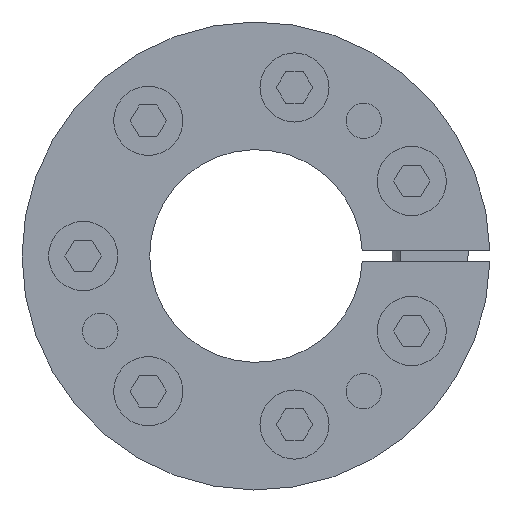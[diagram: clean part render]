
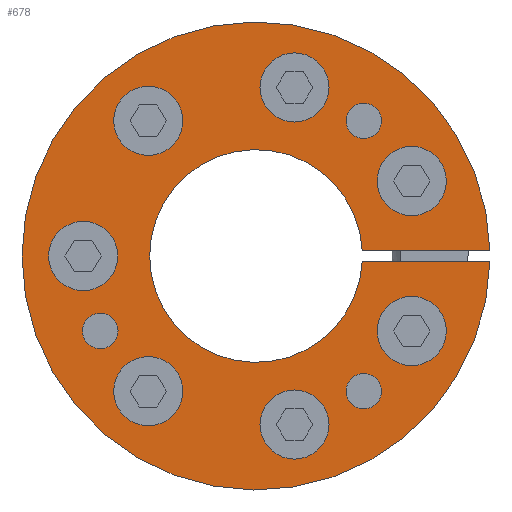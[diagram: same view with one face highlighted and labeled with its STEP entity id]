
A CAD part, left-side view. The second image highlights one B-rep face of the part: STEP entity #678.
In plain terms, the highlighted face is planar.
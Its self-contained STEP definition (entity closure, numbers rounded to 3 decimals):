
#146=CARTESIAN_POINT('',(0.,20.27,25.404));
#147=DIRECTION('',(-1.,0.,0.));
#148=DIRECTION('',(0.,-1.,0.));
#149=AXIS2_PLACEMENT_3D('',#146,#147,#148);
#151=CARTESIAN_POINT('',(0.,20.27,25.404));
#152=DIRECTION('',(-1.,0.,0.));
#153=DIRECTION('',(0.,1.,0.));
#154=AXIS2_PLACEMENT_3D('',#151,#152,#153);
#156=CARTESIAN_POINT('',(0.,20.257,-25.415));
#157=DIRECTION('',(-1.,0.,0.));
#158=DIRECTION('',(0.,-1.,0.));
#159=AXIS2_PLACEMENT_3D('',#156,#157,#158);
#161=CARTESIAN_POINT('',(0.,20.257,-25.415));
#162=DIRECTION('',(-1.,0.,0.));
#163=DIRECTION('',(0.,1.,0.));
#164=AXIS2_PLACEMENT_3D('',#161,#162,#163);
#166=CARTESIAN_POINT('',(0.,-20.263,-25.41));
#167=DIRECTION('',(-1.,0.,0.));
#168=DIRECTION('',(0.,-1.,0.));
#169=AXIS2_PLACEMENT_3D('',#166,#167,#168);
#171=CARTESIAN_POINT('',(0.,-20.263,-25.41));
#172=DIRECTION('',(-1.,0.,0.));
#173=DIRECTION('',(0.,1.,0.));
#174=AXIS2_PLACEMENT_3D('',#171,#172,#173);
#176=CARTESIAN_POINT('',(0.,7.232,-31.685));
#177=DIRECTION('',(-1.,0.,0.));
#178=DIRECTION('',(0.,-1.,0.));
#179=AXIS2_PLACEMENT_3D('',#176,#177,#178);
#181=CARTESIAN_POINT('',(0.,7.232,-31.685));
#182=DIRECTION('',(-1.,0.,0.));
#183=DIRECTION('',(0.,1.,0.));
#184=AXIS2_PLACEMENT_3D('',#181,#182,#183);
#186=CARTESIAN_POINT('',(0.,29.281,-14.101));
#187=DIRECTION('',(-1.,0.,0.));
#188=DIRECTION('',(0.,-1.,0.));
#189=AXIS2_PLACEMENT_3D('',#186,#187,#188);
#191=CARTESIAN_POINT('',(0.,29.281,-14.101));
#192=DIRECTION('',(-1.,0.,0.));
#193=DIRECTION('',(0.,1.,0.));
#194=AXIS2_PLACEMENT_3D('',#191,#192,#193);
#196=CARTESIAN_POINT('',(0.,29.281,14.101));
#197=DIRECTION('',(-1.,0.,0.));
#198=DIRECTION('',(0.,-1.,0.));
#199=AXIS2_PLACEMENT_3D('',#196,#197,#198);
#201=CARTESIAN_POINT('',(0.,29.281,14.101));
#202=DIRECTION('',(-1.,0.,0.));
#203=DIRECTION('',(0.,1.,0.));
#204=AXIS2_PLACEMENT_3D('',#201,#202,#203);
#206=CARTESIAN_POINT('',(0.,7.232,31.685));
#207=DIRECTION('',(-1.,0.,0.));
#208=DIRECTION('',(0.,-1.,0.));
#209=AXIS2_PLACEMENT_3D('',#206,#207,#208);
#211=CARTESIAN_POINT('',(0.,7.232,31.685));
#212=DIRECTION('',(-1.,0.,0.));
#213=DIRECTION('',(0.,1.,0.));
#214=AXIS2_PLACEMENT_3D('',#211,#212,#213);
#216=CARTESIAN_POINT('',(0.,-20.263,25.41));
#217=DIRECTION('',(-1.,0.,0.));
#218=DIRECTION('',(0.,-1.,0.));
#219=AXIS2_PLACEMENT_3D('',#216,#217,#218);
#221=CARTESIAN_POINT('',(0.,-20.263,25.41));
#222=DIRECTION('',(-1.,0.,0.));
#223=DIRECTION('',(0.,1.,0.));
#224=AXIS2_PLACEMENT_3D('',#221,#222,#223);
#226=CARTESIAN_POINT('',(0.,-32.5,0.));
#227=DIRECTION('',(-1.,0.,0.));
#228=DIRECTION('',(0.,-1.,0.));
#229=AXIS2_PLACEMENT_3D('',#226,#227,#228);
#231=CARTESIAN_POINT('',(0.,-32.5,0.));
#232=DIRECTION('',(-1.,0.,0.));
#233=DIRECTION('',(0.,1.,0.));
#234=AXIS2_PLACEMENT_3D('',#231,#232,#233);
#236=CARTESIAN_POINT('',(0.,-29.285,-14.094));
#237=DIRECTION('',(-1.,0.,0.));
#238=DIRECTION('',(0.,-1.,0.));
#239=AXIS2_PLACEMENT_3D('',#236,#237,#238);
#241=CARTESIAN_POINT('',(0.,-29.285,-14.094));
#242=DIRECTION('',(-1.,0.,0.));
#243=DIRECTION('',(0.,1.,0.));
#244=AXIS2_PLACEMENT_3D('',#241,#242,#243);
#246=DIRECTION('',(0.,-1.,0.));
#247=VECTOR('',#246,24.014);
#248=CARTESIAN_POINT('',(0.,43.989,1.));
#249=LINE('',#248,#247);
#250=DIRECTION('',(0.,1.,0.));
#251=VECTOR('',#250,24.014);
#252=CARTESIAN_POINT('',(0.,19.975,-1.));
#253=LINE('',#252,#251);
#364=CARTESIAN_POINT('',(0.,0.,0.));
#365=DIRECTION('',(1.,0.,0.));
#366=DIRECTION('',(0.,1.,0.023));
#367=AXIS2_PLACEMENT_3D('',#364,#365,#366);
#379=CARTESIAN_POINT('',(0.,0.,0.));
#380=DIRECTION('',(-1.,0.,0.));
#381=DIRECTION('',(0.,0.999,-0.05));
#382=AXIS2_PLACEMENT_3D('',#379,#380,#381);
#388=CARTESIAN_POINT('',(0.,-36.75,0.));
#389=CARTESIAN_POINT('',(0.,-28.25,0.));
#390=VERTEX_POINT('',#388);
#391=VERTEX_POINT('',#389);
#396=CARTESIAN_POINT('',(0.,-24.513,25.41));
#397=CARTESIAN_POINT('',(0.,-16.013,25.41));
#398=VERTEX_POINT('',#396);
#399=VERTEX_POINT('',#397);
#404=CARTESIAN_POINT('',(0.,2.982,31.685));
#405=CARTESIAN_POINT('',(0.,11.482,31.685));
#406=VERTEX_POINT('',#404);
#407=VERTEX_POINT('',#405);
#412=CARTESIAN_POINT('',(0.,25.031,14.101));
#413=CARTESIAN_POINT('',(0.,33.531,14.101));
#414=VERTEX_POINT('',#412);
#415=VERTEX_POINT('',#413);
#420=CARTESIAN_POINT('',(0.,-32.618,-14.094));
#421=CARTESIAN_POINT('',(0.,-25.952,-14.094));
#422=VERTEX_POINT('',#420);
#423=VERTEX_POINT('',#421);
#428=CARTESIAN_POINT('',(0.,16.924,-25.415));
#429=CARTESIAN_POINT('',(0.,23.59,-25.415));
#430=VERTEX_POINT('',#428);
#431=VERTEX_POINT('',#429);
#440=CARTESIAN_POINT('',(0.,43.989,1.));
#441=VERTEX_POINT('',#440);
#442=CARTESIAN_POINT('',(0.,19.975,1.));
#443=VERTEX_POINT('',#442);
#444=CARTESIAN_POINT('',(0.,19.975,-1.));
#445=CARTESIAN_POINT('',(0.,43.989,-1.));
#446=VERTEX_POINT('',#444);
#447=VERTEX_POINT('',#445);
#458=CARTESIAN_POINT('',(0.,25.031,-14.101));
#459=CARTESIAN_POINT('',(0.,33.531,-14.101));
#460=VERTEX_POINT('',#458);
#461=VERTEX_POINT('',#459);
#466=CARTESIAN_POINT('',(0.,2.982,-31.685));
#467=CARTESIAN_POINT('',(0.,11.482,-31.685));
#468=VERTEX_POINT('',#466);
#469=VERTEX_POINT('',#467);
#474=CARTESIAN_POINT('',(0.,-24.513,-25.41));
#475=CARTESIAN_POINT('',(0.,-16.013,-25.41));
#476=VERTEX_POINT('',#474);
#477=VERTEX_POINT('',#475);
#482=CARTESIAN_POINT('',(0.,16.936,25.404));
#483=CARTESIAN_POINT('',(0.,23.603,25.404));
#484=VERTEX_POINT('',#482);
#485=VERTEX_POINT('',#483);
#605=CARTESIAN_POINT('',(0.,0.,0.));
#606=DIRECTION('',(-1.,0.,0.));
#607=DIRECTION('',(0.,1.,0.));
#608=AXIS2_PLACEMENT_3D('',#605,#606,#607);
#609=PLANE('',#608);
#611=ORIENTED_EDGE('',*,*,#610,.T.);
#613=ORIENTED_EDGE('',*,*,#612,.F.);
#615=ORIENTED_EDGE('',*,*,#614,.T.);
#617=ORIENTED_EDGE('',*,*,#616,.F.);
#618=EDGE_LOOP('',(#611,#613,#615,#617));
#619=FACE_OUTER_BOUND('',#618,.F.);
#620=ORIENTED_EDGE('',*,*,#585,.F.);
#621=ORIENTED_EDGE('',*,*,#599,.F.);
#622=EDGE_LOOP('',(#620,#621));
#623=FACE_BOUND('',#622,.F.);
#625=ORIENTED_EDGE('',*,*,#624,.F.);
#627=ORIENTED_EDGE('',*,*,#626,.F.);
#628=EDGE_LOOP('',(#625,#627));
#629=FACE_BOUND('',#628,.F.);
#631=ORIENTED_EDGE('',*,*,#630,.F.);
#633=ORIENTED_EDGE('',*,*,#632,.F.);
#634=EDGE_LOOP('',(#631,#633));
#635=FACE_BOUND('',#634,.F.);
#637=ORIENTED_EDGE('',*,*,#636,.F.);
#639=ORIENTED_EDGE('',*,*,#638,.F.);
#640=EDGE_LOOP('',(#637,#639));
#641=FACE_BOUND('',#640,.F.);
#643=ORIENTED_EDGE('',*,*,#642,.F.);
#645=ORIENTED_EDGE('',*,*,#644,.F.);
#646=EDGE_LOOP('',(#643,#645));
#647=FACE_BOUND('',#646,.F.);
#649=ORIENTED_EDGE('',*,*,#648,.F.);
#651=ORIENTED_EDGE('',*,*,#650,.F.);
#652=EDGE_LOOP('',(#649,#651));
#653=FACE_BOUND('',#652,.F.);
#655=ORIENTED_EDGE('',*,*,#654,.F.);
#657=ORIENTED_EDGE('',*,*,#656,.F.);
#658=EDGE_LOOP('',(#655,#657));
#659=FACE_BOUND('',#658,.F.);
#661=ORIENTED_EDGE('',*,*,#660,.F.);
#663=ORIENTED_EDGE('',*,*,#662,.F.);
#664=EDGE_LOOP('',(#661,#663));
#665=FACE_BOUND('',#664,.F.);
#667=ORIENTED_EDGE('',*,*,#666,.F.);
#669=ORIENTED_EDGE('',*,*,#668,.F.);
#670=EDGE_LOOP('',(#667,#669));
#671=FACE_BOUND('',#670,.F.);
#673=ORIENTED_EDGE('',*,*,#672,.F.);
#675=ORIENTED_EDGE('',*,*,#674,.F.);
#676=EDGE_LOOP('',(#673,#675));
#677=FACE_BOUND('',#676,.F.);
#678=ADVANCED_FACE('',(#619,#623,#629,#635,#641,#647,#653,#659,#665,#671,#677),
#609,.F.);
#150=CIRCLE('',#149,3.333);
#155=CIRCLE('',#154,3.333);
#160=CIRCLE('',#159,3.333);
#165=CIRCLE('',#164,3.333);
#170=CIRCLE('',#169,4.25);
#175=CIRCLE('',#174,4.25);
#180=CIRCLE('',#179,4.25);
#185=CIRCLE('',#184,4.25);
#190=CIRCLE('',#189,4.25);
#195=CIRCLE('',#194,4.25);
#200=CIRCLE('',#199,4.25);
#205=CIRCLE('',#204,4.25);
#210=CIRCLE('',#209,4.25);
#215=CIRCLE('',#214,4.25);
#220=CIRCLE('',#219,4.25);
#225=CIRCLE('',#224,4.25);
#230=CIRCLE('',#229,4.25);
#235=CIRCLE('',#234,4.25);
#240=CIRCLE('',#239,3.333);
#245=CIRCLE('',#244,3.333);
#368=CIRCLE('',#367,44.);
#383=CIRCLE('',#382,20.);
#585=EDGE_CURVE('',#484,#485,#150,.T.);
#599=EDGE_CURVE('',#485,#484,#155,.T.);
#610=EDGE_CURVE('',#441,#443,#249,.T.);
#612=EDGE_CURVE('',#446,#443,#383,.T.);
#614=EDGE_CURVE('',#446,#447,#253,.T.);
#616=EDGE_CURVE('',#441,#447,#368,.T.);
#624=EDGE_CURVE('',#430,#431,#160,.T.);
#626=EDGE_CURVE('',#431,#430,#165,.T.);
#630=EDGE_CURVE('',#476,#477,#170,.T.);
#632=EDGE_CURVE('',#477,#476,#175,.T.);
#636=EDGE_CURVE('',#468,#469,#180,.T.);
#638=EDGE_CURVE('',#469,#468,#185,.T.);
#642=EDGE_CURVE('',#460,#461,#190,.T.);
#644=EDGE_CURVE('',#461,#460,#195,.T.);
#648=EDGE_CURVE('',#414,#415,#200,.T.);
#650=EDGE_CURVE('',#415,#414,#205,.T.);
#654=EDGE_CURVE('',#406,#407,#210,.T.);
#656=EDGE_CURVE('',#407,#406,#215,.T.);
#660=EDGE_CURVE('',#398,#399,#220,.T.);
#662=EDGE_CURVE('',#399,#398,#225,.T.);
#666=EDGE_CURVE('',#390,#391,#230,.T.);
#668=EDGE_CURVE('',#391,#390,#235,.T.);
#672=EDGE_CURVE('',#422,#423,#240,.T.);
#674=EDGE_CURVE('',#423,#422,#245,.T.);
